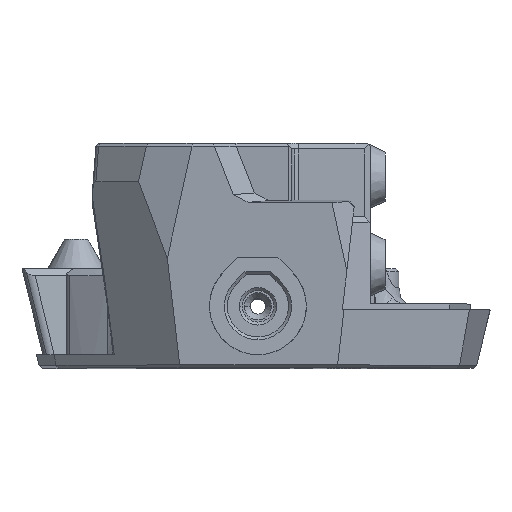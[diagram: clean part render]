
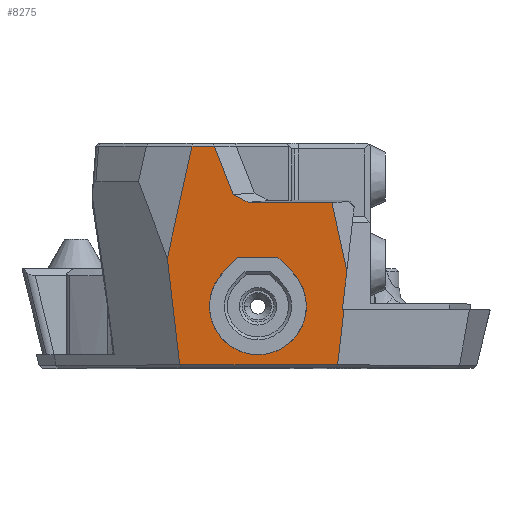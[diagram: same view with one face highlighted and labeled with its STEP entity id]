
A CAD part, top view. The second image highlights one B-rep face of the part: STEP entity #8275.
In plain terms, the highlighted planar face has unit normal (0, -0.087, 0.996).
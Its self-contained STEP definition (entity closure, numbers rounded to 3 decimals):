
#99 = DIRECTION ( 'NONE',  ( -0.36, 0.929, 0.081 ) ) ;
#134 = CARTESIAN_POINT ( 'NONE',  ( 4.666, 4.866, 130.302 ) ) ;
#249 = VECTOR ( 'NONE', #15984, 1000. ) ;
#603 = ORIENTED_EDGE ( 'NONE', *, *, #9788, .T. ) ;
#953 = VECTOR ( 'NONE', #8968, 1000. ) ;
#960 = CARTESIAN_POINT ( 'NONE',  ( 10.388, -0.259, 129.853 ) ) ;
#1054 = EDGE_CURVE ( 'NONE', #4633, #7794, #14854, .T. ) ;
#1316 = DIRECTION ( 'NONE',  ( -0.214, -0.973, -0.085 ) ) ;
#1339 = LINE ( 'NONE', #21360, #16020 ) ;
#1340 = ORIENTED_EDGE ( 'NONE', *, *, #14451, .T. ) ;
#1366 = VECTOR ( 'NONE', #18653, 1000. ) ;
#1438 = CARTESIAN_POINT ( 'NONE',  ( 6.918, 10.093, 130.759 ) ) ;
#1486 = ORIENTED_EDGE ( 'NONE', *, *, #2536, .F. ) ;
#1531 = VECTOR ( 'NONE', #99, 1000. ) ;
#1605 = DIRECTION ( 'NONE',  ( 0.955, 0.296, 0.026 ) ) ;
#1645 = EDGE_CURVE ( 'NONE', #6148, #16798, #9188, .T. ) ;
#1728 = LINE ( 'NONE', #14714, #1531 ) ;
#1747 = CARTESIAN_POINT ( 'NONE',  ( -0.168, 0.303, 129.902 ) ) ;
#1756 = CARTESIAN_POINT ( 'NONE',  ( 6.907, -6.399, 129.316 ) ) ;
#1768 = ORIENTED_EDGE ( 'NONE', *, *, #5523, .T. ) ;
#1946 = ORIENTED_EDGE ( 'NONE', *, *, #9939, .T. ) ;
#2040 = LINE ( 'NONE', #10039, #16998 ) ;
#2172 = CARTESIAN_POINT ( 'NONE',  ( 2.733, 6.798, 130.471 ) ) ;
#2179 = CARTESIAN_POINT ( 'NONE',  ( 12.119, 5.027, 130.316 ) ) ;
#2184 = VERTEX_POINT ( 'NONE', #21353 ) ;
#2449 = EDGE_LOOP ( 'NONE', ( #16233, #6405, #19662, #14409, #1486, #1768, #4023, #9195, #6213, #19897, #14267, #2839 ) ) ;
#2523 = DIRECTION ( 'NONE',  ( -0.114, -0.99, -0.087 ) ) ;
#2536 = EDGE_CURVE ( 'NONE', #5387, #15118, #17465, .T. ) ;
#2752 = VECTOR ( 'NONE', #1316, 1000. ) ;
#2839 = ORIENTED_EDGE ( 'NONE', *, *, #17057, .F. ) ;
#2840 = DIRECTION ( 'NONE',  ( 0.706, -0.706, -0.062 ) ) ;
#3032 = CARTESIAN_POINT ( 'NONE',  ( 10.068, 14.359, 131.132 ) ) ;
#3133 = EDGE_CURVE ( 'NONE', #7794, #12475, #1728, .T. ) ;
#3225 = DIRECTION ( 'NONE',  ( -0.114, 0.99, 0.087 ) ) ;
#3334 = LINE ( 'NONE', #4855, #6676 ) ;
#3969 = EDGE_CURVE ( 'NONE', #14307, #5957, #6990, .T. ) ;
#4023 = ORIENTED_EDGE ( 'NONE', *, *, #1054, .T. ) ;
#4052 = CARTESIAN_POINT ( 'NONE',  ( 9.39, 17.444, 131.402 ) ) ;
#4627 = DIRECTION ( 'NONE',  ( -1., 0., 0. ) ) ;
#4633 = VERTEX_POINT ( 'NONE', #10042 ) ;
#4648 = CARTESIAN_POINT ( 'NONE',  ( 10.865, -7.802, 129.193 ) ) ;
#4855 = CARTESIAN_POINT ( 'NONE',  ( -11.444, -1.046, 129.784 ) ) ;
#5033 =( BOUNDED_CURVE ( )  B_SPLINE_CURVE ( 3, ( #7417, #17392, #5795, #20433 ),
 .UNSPECIFIED., .F., .T. ) 
 B_SPLINE_CURVE_WITH_KNOTS ( ( 4, 4 ),
 ( 0., 2.356 ),
 .UNSPECIFIED. ) 
 CURVE ( )  GEOMETRIC_REPRESENTATION_ITEM ( )  RATIONAL_B_SPLINE_CURVE ( ( 1., 0.588, 0.588, 1. ) ) 
 REPRESENTATION_ITEM ( '' )  );
#5387 = VERTEX_POINT ( 'NONE', #3032 ) ;
#5430 = PLANE ( 'NONE',  #21363 ) ;
#5523 = EDGE_CURVE ( 'NONE', #5387, #4633, #7854, .T. ) ;
#5724 = VECTOR ( 'NONE', #7547, 1000. ) ;
#5795 = CARTESIAN_POINT ( 'NONE',  ( -9.549, -0.018, 129.874 ) ) ;
#5801 = CARTESIAN_POINT ( 'NONE',  ( 1.282, 6.798, 130.471 ) ) ;
#5806 = LINE ( 'NONE', #17099, #953 ) ;
#5957 = VERTEX_POINT ( 'NONE', #20063 ) ;
#5967 = CARTESIAN_POINT ( 'NONE',  ( -11.395, 11.053, 130.843 ) ) ;
#6148 = VERTEX_POINT ( 'NONE', #7577 ) ;
#6213 = ORIENTED_EDGE ( 'NONE', *, *, #19018, .F. ) ;
#6405 = ORIENTED_EDGE ( 'NONE', *, *, #7720, .T. ) ;
#6573 = EDGE_CURVE ( 'NONE', #11612, #19333, #19223, .T. ) ;
#6676 = VECTOR ( 'NONE', #3225, 1000. ) ;
#6677 = CARTESIAN_POINT ( 'NONE',  ( 4.666, 4.866, 130.302 ) ) ;
#6932 = CARTESIAN_POINT ( 'NONE',  ( -5.926, 22.002, 131.801 ) ) ;
#6990 =( BOUNDED_CURVE ( )  B_SPLINE_CURVE ( 3, ( #134, #18206, #1756, #8470 ),
 .UNSPECIFIED., .F., .F. ) 
 B_SPLINE_CURVE_WITH_KNOTS ( ( 4, 4 ),
 ( 3.927, 6.283 ),
 .UNSPECIFIED. ) 
 CURVE ( )  GEOMETRIC_REPRESENTATION_ITEM ( )  RATIONAL_B_SPLINE_CURVE ( ( 1., 0.588, 0.588, 1. ) ) 
 REPRESENTATION_ITEM ( '' )  );
#7417 = CARTESIAN_POINT ( 'NONE',  ( 0., -6.399, 129.316 ) ) ;
#7547 = DIRECTION ( 'NONE',  ( -1., 0., 0. ) ) ;
#7577 = CARTESIAN_POINT ( 'NONE',  ( 11.735, -0.259, 129.853 ) ) ;
#7720 = EDGE_CURVE ( 'NONE', #18118, #6148, #5806, .T. ) ;
#7794 = VERTEX_POINT ( 'NONE', #17406 ) ;
#7854 = LINE ( 'NONE', #21183, #14768 ) ;
#7862 = VECTOR ( 'NONE', #2523, 1000. ) ;
#7935 = DIRECTION ( 'NONE',  ( 1., 0., 0. ) ) ;
#8095 = EDGE_CURVE ( 'NONE', #15118, #16798, #20499, .T. ) ;
#8252 = DIRECTION ( 'NONE',  ( -0.888, 0.459, 0.04 ) ) ;
#8275 = ADVANCED_FACE ( 'NONE', ( #20264, #10520 ), #5430, .T. ) ;
#8470 = CARTESIAN_POINT ( 'NONE',  ( 0., -6.399, 129.316 ) ) ;
#8902 = CARTESIAN_POINT ( 'NONE',  ( -3.711, 5.821, 130.385 ) ) ;
#8968 = DIRECTION ( 'NONE',  ( 0.114, 0.99, 0.087 ) ) ;
#9188 = LINE ( 'NONE', #960, #5724 ) ;
#9195 = ORIENTED_EDGE ( 'NONE', *, *, #3133, .T. ) ;
#9238 = CARTESIAN_POINT ( 'NONE',  ( 4.59, 4.942, 130.308 ) ) ;
#9345 = LINE ( 'NONE', #9238, #16236 ) ;
#9788 = EDGE_CURVE ( 'NONE', #19333, #14307, #9345, .T. ) ;
#9832 = LINE ( 'NONE', #16436, #18436 ) ;
#9939 = EDGE_CURVE ( 'NONE', #17375, #11612, #12060, .T. ) ;
#10039 = CARTESIAN_POINT ( 'NONE',  ( -0.073, -7.802, 129.193 ) ) ;
#10042 = CARTESIAN_POINT ( 'NONE',  ( -1.34, 14.359, 131.132 ) ) ;
#10255 = DIRECTION ( 'NONE',  ( 1., 0., 0. ) ) ;
#10414 = DIRECTION ( 'NONE',  ( 0., -0.087, 0.996 ) ) ;
#10520 = FACE_OUTER_BOUND ( 'NONE', #2449, .T. ) ;
#10861 = VECTOR ( 'NONE', #20603, 1000. ) ;
#11323 = VECTOR ( 'NONE', #8252, 1000. ) ;
#11612 = VERTEX_POINT ( 'NONE', #14598 ) ;
#12060 = LINE ( 'NONE', #8902, #1366 ) ;
#12446 = CARTESIAN_POINT ( 'NONE',  ( 11.51, -0.259, 129.853 ) ) ;
#12475 = VERTEX_POINT ( 'NONE', #6932 ) ;
#12492 = VERTEX_POINT ( 'NONE', #15281 ) ;
#12592 = CARTESIAN_POINT ( 'NONE',  ( 11.767, 1.975, 130.049 ) ) ;
#13330 = EDGE_CURVE ( 'NONE', #12492, #18118, #2040, .T. ) ;
#14267 = ORIENTED_EDGE ( 'NONE', *, *, #20051, .T. ) ;
#14307 = VERTEX_POINT ( 'NONE', #6677 ) ;
#14409 = ORIENTED_EDGE ( 'NONE', *, *, #8095, .F. ) ;
#14451 = EDGE_CURVE ( 'NONE', #5957, #17375, #5033, .T. ) ;
#14598 = CARTESIAN_POINT ( 'NONE',  ( -2.733, 6.798, 130.471 ) ) ;
#14714 = CARTESIAN_POINT ( 'NONE',  ( -0.215, 7.273, 130.512 ) ) ;
#14768 = VECTOR ( 'NONE', #4627, 1000. ) ;
#14854 = LINE ( 'NONE', #1438, #11323 ) ;
#15118 = VERTEX_POINT ( 'NONE', #2179 ) ;
#15198 = CARTESIAN_POINT ( 'NONE',  ( -8.984, 22.002, 131.801 ) ) ;
#15281 = CARTESIAN_POINT ( 'NONE',  ( -10.664, -7.802, 129.193 ) ) ;
#15984 = DIRECTION ( 'NONE',  ( 1., 0., 0. ) ) ;
#16020 = VECTOR ( 'NONE', #7935, 1000. ) ;
#16154 = LINE ( 'NONE', #5967, #2752 ) ;
#16203 = VERTEX_POINT ( 'NONE', #20538 ) ;
#16233 = ORIENTED_EDGE ( 'NONE', *, *, #13330, .T. ) ;
#16236 = VECTOR ( 'NONE', #2840, 1000. ) ;
#16436 = CARTESIAN_POINT ( 'NONE',  ( -12.684, 20.853, 131.7 ) ) ;
#16798 = VERTEX_POINT ( 'NONE', #12446 ) ;
#16799 = DIRECTION ( 'NONE',  ( -1., 0., 0. ) ) ;
#16998 = VECTOR ( 'NONE', #10255, 1000. ) ;
#17057 = EDGE_CURVE ( 'NONE', #12492, #16203, #3334, .T. ) ;
#17067 = EDGE_CURVE ( 'NONE', #2184, #19118, #9832, .T. ) ;
#17099 = CARTESIAN_POINT ( 'NONE',  ( 12.131, 3.174, 130.154 ) ) ;
#17375 = VERTEX_POINT ( 'NONE', #18913 ) ;
#17392 = CARTESIAN_POINT ( 'NONE',  ( -6.906, -6.399, 129.316 ) ) ;
#17406 = CARTESIAN_POINT ( 'NONE',  ( -3.369, 15.407, 131.224 ) ) ;
#17465 = LINE ( 'NONE', #4052, #10861 ) ;
#18118 = VERTEX_POINT ( 'NONE', #4648 ) ;
#18206 = CARTESIAN_POINT ( 'NONE',  ( 9.55, -0.018, 129.874 ) ) ;
#18436 = VECTOR ( 'NONE', #1605, 1000. ) ;
#18653 = DIRECTION ( 'NONE',  ( 0.706, 0.706, 0.062 ) ) ;
#18913 = CARTESIAN_POINT ( 'NONE',  ( -4.666, 4.866, 130.302 ) ) ;
#19018 = EDGE_CURVE ( 'NONE', #19118, #12475, #1339, .T. ) ;
#19033 = ORIENTED_EDGE ( 'NONE', *, *, #3969, .T. ) ;
#19118 = VERTEX_POINT ( 'NONE', #15198 ) ;
#19215 = EDGE_LOOP ( 'NONE', ( #19033, #1340, #1946, #20533, #603 ) ) ;
#19223 = LINE ( 'NONE', #5801, #249 ) ;
#19333 = VERTEX_POINT ( 'NONE', #2172 ) ;
#19662 = ORIENTED_EDGE ( 'NONE', *, *, #1645, .T. ) ;
#19897 = ORIENTED_EDGE ( 'NONE', *, *, #17067, .F. ) ;
#20051 = EDGE_CURVE ( 'NONE', #2184, #16203, #16154, .T. ) ;
#20063 = CARTESIAN_POINT ( 'NONE',  ( 0., -6.399, 129.316 ) ) ;
#20264 = FACE_BOUND ( 'NONE', #19215, .T. ) ;
#20433 = CARTESIAN_POINT ( 'NONE',  ( -4.666, 4.866, 130.302 ) ) ;
#20499 = LINE ( 'NONE', #12592, #7862 ) ;
#20533 = ORIENTED_EDGE ( 'NONE', *, *, #6573, .T. ) ;
#20538 = CARTESIAN_POINT ( 'NONE',  ( -12.342, 6.743, 130.466 ) ) ;
#20603 = DIRECTION ( 'NONE',  ( 0.214, -0.973, -0.085 ) ) ;
#21183 = CARTESIAN_POINT ( 'NONE',  ( 2.599, 14.359, 131.132 ) ) ;
#21353 = CARTESIAN_POINT ( 'NONE',  ( -8.989, 22., 131.801 ) ) ;
#21360 = CARTESIAN_POINT ( 'NONE',  ( -3.588, 22.002, 131.801 ) ) ;
#21363 = AXIS2_PLACEMENT_3D ( 'NONE', #1747, #10414, #16799 ) ;
